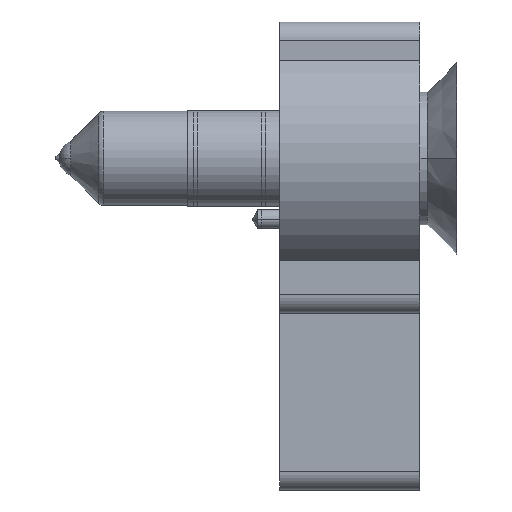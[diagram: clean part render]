
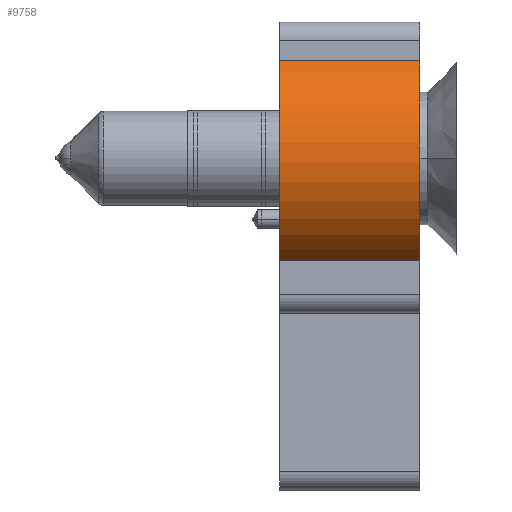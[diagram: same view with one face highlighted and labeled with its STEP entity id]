
A CAD part, front view. The second image highlights one B-rep face of the part: STEP entity #9758.
In plain terms, the highlighted cylindrical face has radius 32 mm (diameter 64 mm), a partial arc.
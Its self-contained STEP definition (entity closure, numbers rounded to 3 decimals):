
#48 = FACE_OUTER_BOUND ( 'NONE', #11449, .T. ) ;
#56 = VERTEX_POINT ( 'NONE', #9807 ) ;
#2001 = DIRECTION ( 'NONE',  ( 1., 0., 0. ) ) ;
#2396 = VECTOR ( 'NONE', #6925, 1000. ) ;
#2417 = CARTESIAN_POINT ( 'NONE',  ( -16., 27.713, -38. ) ) ;
#3523 = DIRECTION ( 'NONE',  ( 0., 0., 1. ) ) ;
#3709 = VERTEX_POINT ( 'NONE', #14957 ) ;
#4099 = LINE ( 'NONE', #8250, #2396 ) ;
#4372 = DIRECTION ( 'NONE',  ( 1., 0., 0. ) ) ;
#4676 = DIRECTION ( 'NONE',  ( 0., 0., 1. ) ) ;
#4991 = VERTEX_POINT ( 'NONE', #2417 ) ;
#5481 = EDGE_CURVE ( 'NONE', #3709, #56, #14029, .T. ) ;
#5693 = CARTESIAN_POINT ( 'NONE',  ( 0., 0., -38. ) ) ;
#5739 = DIRECTION ( 'NONE',  ( 0., 0., 1. ) ) ;
#6925 = DIRECTION ( 'NONE',  ( 0., 0., 1. ) ) ;
#7086 = EDGE_CURVE ( 'NONE', #14570, #56, #4099, .T. ) ;
#7504 = CARTESIAN_POINT ( 'NONE',  ( -16., 27.713, -38. ) ) ;
#7972 = AXIS2_PLACEMENT_3D ( 'NONE', #5693, #5739, #4372 ) ;
#8250 = CARTESIAN_POINT ( 'NONE',  ( -18., -26.458, -38. ) ) ;
#8898 = ORIENTED_EDGE ( 'NONE', *, *, #9226, .T. ) ;
#9010 = VECTOR ( 'NONE', #15400, 1000. ) ;
#9226 = EDGE_CURVE ( 'NONE', #4991, #14570, #10814, .T. ) ;
#9685 = ORIENTED_EDGE ( 'NONE', *, *, #5481, .F. ) ;
#9758 = ADVANCED_FACE ( 'NONE', ( #48 ), #9790, .T. ) ;
#9790 = CYLINDRICAL_SURFACE ( 'NONE', #14760, 32. ) ;
#9807 = CARTESIAN_POINT ( 'NONE',  ( -18., -26.458, 0. ) ) ;
#10814 = CIRCLE ( 'NONE', #7972, 32. ) ;
#11449 = EDGE_LOOP ( 'NONE', ( #9685, #17394, #8898, #16925 ) ) ;
#11491 = CARTESIAN_POINT ( 'NONE',  ( 0., 0., -38. ) ) ;
#12581 = LINE ( 'NONE', #7504, #9010 ) ;
#12945 = DIRECTION ( 'NONE',  ( 1., 0., 0. ) ) ;
#14029 = CIRCLE ( 'NONE', #15863, 32. ) ;
#14570 = VERTEX_POINT ( 'NONE', #17477 ) ;
#14760 = AXIS2_PLACEMENT_3D ( 'NONE', #11491, #4676, #2001 ) ;
#14957 = CARTESIAN_POINT ( 'NONE',  ( -16., 27.713, 0. ) ) ;
#15400 = DIRECTION ( 'NONE',  ( 0., 0., 1. ) ) ;
#15863 = AXIS2_PLACEMENT_3D ( 'NONE', #16951, #3523, #12945 ) ;
#16925 = ORIENTED_EDGE ( 'NONE', *, *, #7086, .T. ) ;
#16951 = CARTESIAN_POINT ( 'NONE',  ( 0., 0., 0. ) ) ;
#17073 = EDGE_CURVE ( 'NONE', #4991, #3709, #12581, .T. ) ;
#17394 = ORIENTED_EDGE ( 'NONE', *, *, #17073, .F. ) ;
#17477 = CARTESIAN_POINT ( 'NONE',  ( -18., -26.458, -38. ) ) ;
